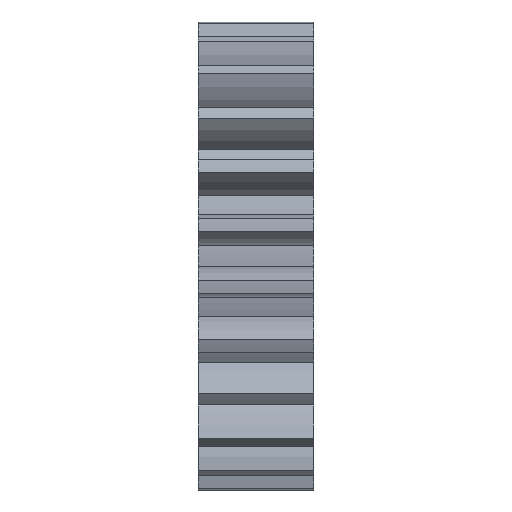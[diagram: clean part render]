
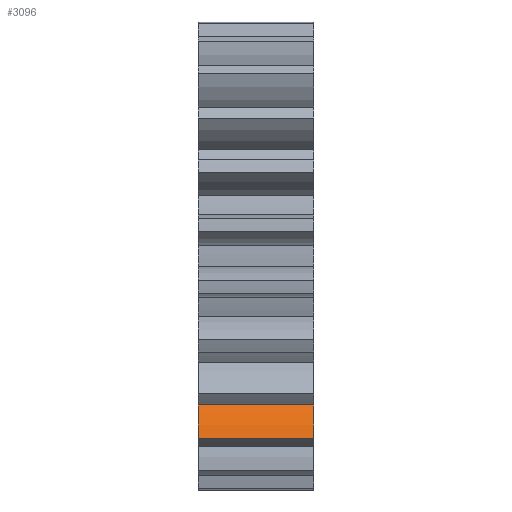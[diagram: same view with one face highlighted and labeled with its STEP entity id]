
A CAD part, front view. The second image highlights one B-rep face of the part: STEP entity #3096.
In plain terms, the highlighted cylindrical face has radius 5.08 mm (diameter 10.16 mm), a partial arc.
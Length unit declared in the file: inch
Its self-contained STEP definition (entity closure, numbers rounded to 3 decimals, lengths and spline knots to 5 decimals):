
#307 = AXIS2_PLACEMENT_3D ( 'NONE', #3034, #2760, #514 ) ;
#395 = CARTESIAN_POINT ( 'NONE',  ( 0., -0.2993, -0.33335 ) ) ;
#480 = DIRECTION ( 'NONE',  ( 1., 0., 0. ) ) ;
#504 = DIRECTION ( 'NONE',  ( -1., 0., 0. ) ) ;
#514 = DIRECTION ( 'NONE',  ( 0., -0.707, 0.707 ) ) ;
#522 = VERTEX_POINT ( 'NONE', #1604 ) ;
#561 = VECTOR ( 'NONE', #1632, 39.37008 ) ;
#563 = EDGE_CURVE ( 'NONE', #2105, #1391, #2365, .T. ) ;
#568 = CARTESIAN_POINT ( 'NONE',  ( 0.1325, -0.34154, -0.42042 ) ) ;
#700 = ORIENTED_EDGE ( 'NONE', *, *, #2197, .T. ) ;
#819 = VERTEX_POINT ( 'NONE', #2120 ) ;
#843 = EDGE_CURVE ( 'NONE', #522, #2105, #1064, .T. ) ;
#1060 = FACE_OUTER_BOUND ( 'NONE', #2883, .T. ) ;
#1064 = LINE ( 'NONE', #2520, #561 ) ;
#1158 = ORIENTED_EDGE ( 'NONE', *, *, #843, .T. ) ;
#1382 = CYLINDRICAL_SURFACE ( 'NONE', #3333, 0.2 ) ;
#1391 = VERTEX_POINT ( 'NONE', #3075 ) ;
#1467 = AXIS2_PLACEMENT_3D ( 'NONE', #3003, #480, #3553 ) ;
#1558 = EDGE_CURVE ( 'NONE', #1391, #819, #1711, .T. ) ;
#1604 = CARTESIAN_POINT ( 'NONE',  ( 0.265, -0.2993, -0.33335 ) ) ;
#1632 = DIRECTION ( 'NONE',  ( -1., 0., 0. ) ) ;
#1666 = DIRECTION ( 'NONE',  ( 0., 0., 1. ) ) ;
#1711 = LINE ( 'NONE', #568, #2447 ) ;
#2002 = ORIENTED_EDGE ( 'NONE', *, *, #563, .T. ) ;
#2105 = VERTEX_POINT ( 'NONE', #395 ) ;
#2120 = CARTESIAN_POINT ( 'NONE',  ( 0.265, -0.34154, -0.42042 ) ) ;
#2197 = EDGE_CURVE ( 'NONE', #819, #522, #3621, .T. ) ;
#2249 = ORIENTED_EDGE ( 'NONE', *, *, #1558, .T. ) ;
#2365 = CIRCLE ( 'NONE', #1467, 0.2 ) ;
#2447 = VECTOR ( 'NONE', #3048, 39.37008 ) ;
#2460 = CARTESIAN_POINT ( 'NONE',  ( 0.265, -0.14582, -0.46159 ) ) ;
#2520 = CARTESIAN_POINT ( 'NONE',  ( 0.265, -0.2993, -0.33335 ) ) ;
#2760 = DIRECTION ( 'NONE',  ( -1., 0., 0. ) ) ;
#2883 = EDGE_LOOP ( 'NONE', ( #2249, #700, #1158, #2002 ) ) ;
#3003 = CARTESIAN_POINT ( 'NONE',  ( 0., -0.14582, -0.46159 ) ) ;
#3034 = CARTESIAN_POINT ( 'NONE',  ( 0.265, -0.14582, -0.46159 ) ) ;
#3048 = DIRECTION ( 'NONE',  ( 1., 0., 0. ) ) ;
#3075 = CARTESIAN_POINT ( 'NONE',  ( 0., -0.34154, -0.42042 ) ) ;
#3096 = ADVANCED_FACE ( 'NONE', ( #1060 ), #1382, .T. ) ;
#3333 = AXIS2_PLACEMENT_3D ( 'NONE', #2460, #504, #1666 ) ;
#3553 = DIRECTION ( 'NONE',  ( 0., 0., -1. ) ) ;
#3621 = CIRCLE ( 'NONE', #307, 0.2 ) ;
